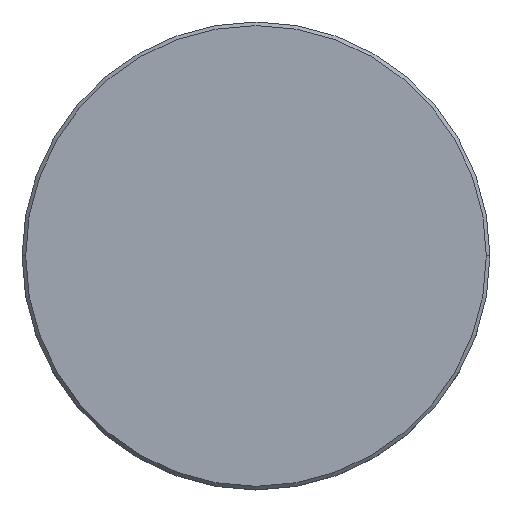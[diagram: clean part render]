
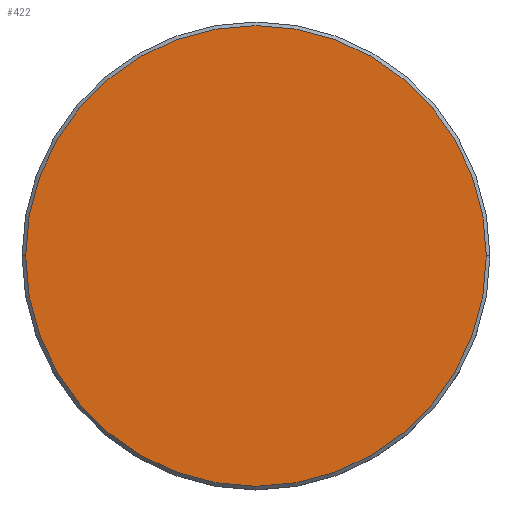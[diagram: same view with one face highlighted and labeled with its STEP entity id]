
A CAD part, top view. The second image highlights one B-rep face of the part: STEP entity #422.
In plain terms, the highlighted planar face has unit normal (0, 0, 1).
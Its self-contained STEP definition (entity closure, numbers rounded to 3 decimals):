
#151 = DIRECTION ( 'NONE',  ( 1., 0., 0. ) ) ;
#158 = ORIENTED_EDGE ( 'NONE', *, *, #573, .T. ) ;
#167 = DIRECTION ( 'NONE',  ( 1., 0., 0. ) ) ;
#179 = AXIS2_PLACEMENT_3D ( 'NONE', #920, #1009, #363 ) ;
#267 = VERTEX_POINT ( 'NONE', #631 ) ;
#272 = CARTESIAN_POINT ( 'NONE',  ( -32., 0., 0. ) ) ;
#292 = EDGE_LOOP ( 'NONE', ( #545, #158 ) ) ;
#339 = DIRECTION ( 'NONE',  ( 0., 0., 1. ) ) ;
#363 = DIRECTION ( 'NONE',  ( 1., 0., 0. ) ) ;
#366 = AXIS2_PLACEMENT_3D ( 'NONE', #973, #339, #151 ) ;
#404 = DIRECTION ( 'NONE',  ( 0., 0., 1. ) ) ;
#422 = ADVANCED_FACE ( 'NONE', ( #437 ), #701, .T. ) ;
#437 = FACE_OUTER_BOUND ( 'NONE', #292, .T. ) ;
#545 = ORIENTED_EDGE ( 'NONE', *, *, #863, .T. ) ;
#560 = CIRCLE ( 'NONE', #366, 32. ) ;
#573 = EDGE_CURVE ( 'NONE', #267, #1048, #1156, .T. ) ;
#631 = CARTESIAN_POINT ( 'NONE',  ( 32., 0., 0. ) ) ;
#701 = PLANE ( 'NONE',  #1065 ) ;
#863 = EDGE_CURVE ( 'NONE', #1048, #267, #560, .T. ) ;
#920 = CARTESIAN_POINT ( 'NONE',  ( 0., 0., 0. ) ) ;
#973 = CARTESIAN_POINT ( 'NONE',  ( 0., 0., 0. ) ) ;
#991 = CARTESIAN_POINT ( 'NONE',  ( 0., 0., 0. ) ) ;
#1009 = DIRECTION ( 'NONE',  ( 0., 0., 1. ) ) ;
#1048 = VERTEX_POINT ( 'NONE', #272 ) ;
#1065 = AXIS2_PLACEMENT_3D ( 'NONE', #991, #404, #167 ) ;
#1156 = CIRCLE ( 'NONE', #179, 32. ) ;
